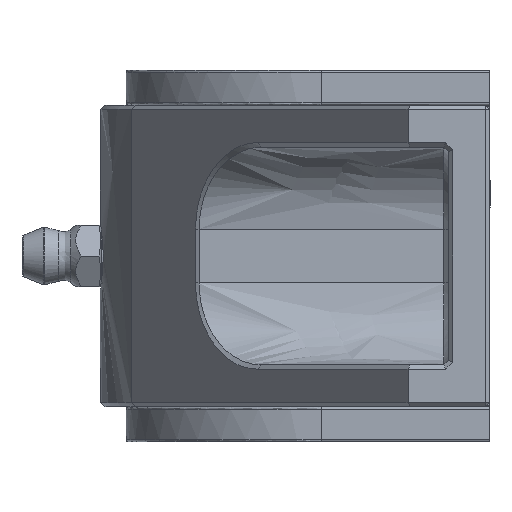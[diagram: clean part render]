
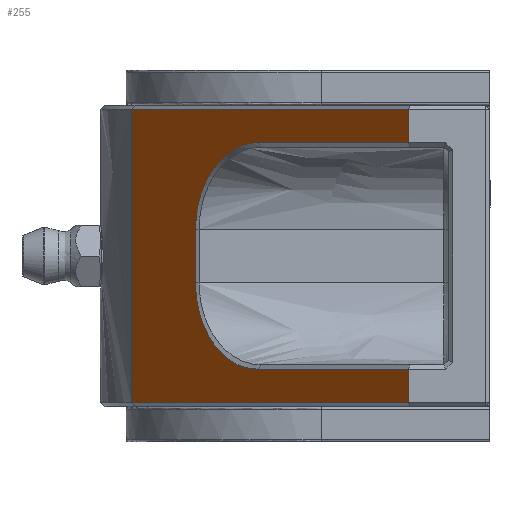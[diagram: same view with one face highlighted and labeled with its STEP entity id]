
A CAD part, left-side view. The second image highlights one B-rep face of the part: STEP entity #255.
In plain terms, the highlighted free-form (B-spline) face has degree [1, 1] with [2, 2] control points.
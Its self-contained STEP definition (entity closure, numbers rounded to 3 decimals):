
#255 = ADVANCED_FACE('',(#256),#344,.F.);
#256 = FACE_BOUND('',#257,.T.);
#257 = EDGE_LOOP('',(#258,#267,#274,#289,#296,#311,#318,#325,#332,#339)
  );
#258 = ORIENTED_EDGE('',*,*,#259,.F.);
#259 = EDGE_CURVE('',#260,#262,#264,.T.);
#260 = VERTEX_POINT('',#261);
#261 = CARTESIAN_POINT('',(-62.006,-18.166,
    -14.566));
#262 = VERTEX_POINT('',#263);
#263 = CARTESIAN_POINT('',(-62.006,-18.166,
    -18.841));
#264 = B_SPLINE_CURVE_WITH_KNOTS('',1,(#265,#266),.UNSPECIFIED.,.F.,.F.,
  (2,2),(30.683,34.544),.PIECEWISE_BEZIER_KNOTS.);
#265 = CARTESIAN_POINT('',(-62.006,-18.166,
    -14.566));
#266 = CARTESIAN_POINT('',(-62.006,-18.166,
    -18.841));
#267 = ORIENTED_EDGE('',*,*,#268,.T.);
#268 = EDGE_CURVE('',#260,#269,#271,.T.);
#269 = VERTEX_POINT('',#270);
#270 = CARTESIAN_POINT('',(-35.057,1.178,
    -14.566));
#271 = B_SPLINE_CURVE_WITH_KNOTS('',1,(#272,#273),.UNSPECIFIED.,.F.,.F.,
  (2,2),(-30.328,-0.365),.PIECEWISE_BEZIER_KNOTS.);
#272 = CARTESIAN_POINT('',(-62.006,-18.166,
    -14.566));
#273 = CARTESIAN_POINT('',(-35.057,1.178,
    -14.566));
#274 = ORIENTED_EDGE('',*,*,#275,.T.);
#275 = EDGE_CURVE('',#269,#276,#278,.T.);
#276 = VERTEX_POINT('',#277);
#277 = CARTESIAN_POINT('',(-23.949,9.151,
    -3.459));
#278 = B_SPLINE_CURVE_WITH_KNOTS('',3,(#279,#280,#281,#282,#283,#284,
    #285,#286,#287,#288),.UNSPECIFIED.,.F.,.F.,(4,2,2,2,4),(0.,0.25,0.5,
    0.75,1.),.UNSPECIFIED.);
#279 = CARTESIAN_POINT('',(-35.057,1.178,
    -14.566));
#280 = CARTESIAN_POINT('',(-33.604,2.221,
    -14.566));
#281 = CARTESIAN_POINT('',(-32.149,3.265,-14.277)
  );
#282 = CARTESIAN_POINT('',(-29.463,5.193,-13.165)
  );
#283 = CARTESIAN_POINT('',(-28.23,6.078,
    -12.341));
#284 = CARTESIAN_POINT('',(-26.174,7.554,-10.285
    ));
#285 = CARTESIAN_POINT('',(-25.351,8.145,
    -9.052));
#286 = CARTESIAN_POINT('',(-24.238,8.944,
    -6.367));
#287 = CARTESIAN_POINT('',(-23.949,9.151,-4.915
    ));
#288 = CARTESIAN_POINT('',(-23.949,9.151,
    -3.459));
#289 = ORIENTED_EDGE('',*,*,#290,.T.);
#290 = EDGE_CURVE('',#276,#291,#293,.T.);
#291 = VERTEX_POINT('',#292);
#292 = CARTESIAN_POINT('',(-23.949,9.151,3.459
    ));
#293 = B_SPLINE_CURVE_WITH_KNOTS('',1,(#294,#295),.UNSPECIFIED.,.F.,.F.,
  (2,2),(-6.248,0.),.PIECEWISE_BEZIER_KNOTS.);
#294 = CARTESIAN_POINT('',(-23.949,9.151,
    -3.459));
#295 = CARTESIAN_POINT('',(-23.949,9.151,3.459
    ));
#296 = ORIENTED_EDGE('',*,*,#297,.T.);
#297 = EDGE_CURVE('',#291,#298,#300,.T.);
#298 = VERTEX_POINT('',#299);
#299 = CARTESIAN_POINT('',(-35.057,1.178,
    14.566));
#300 = B_SPLINE_CURVE_WITH_KNOTS('',3,(#301,#302,#303,#304,#305,#306,
    #307,#308,#309,#310),.UNSPECIFIED.,.F.,.F.,(4,2,2,2,4),(0.,0.25,0.5,
    0.75,1.),.UNSPECIFIED.);
#301 = CARTESIAN_POINT('',(-23.949,9.151,3.459
    ));
#302 = CARTESIAN_POINT('',(-23.949,9.151,4.913)
  );
#303 = CARTESIAN_POINT('',(-24.238,8.944,6.366
    ));
#304 = CARTESIAN_POINT('',(-25.351,8.145,9.053)
  );
#305 = CARTESIAN_POINT('',(-26.175,7.554,
    10.285));
#306 = CARTESIAN_POINT('',(-28.23,6.078,
    12.341));
#307 = CARTESIAN_POINT('',(-29.463,5.193,
    13.164));
#308 = CARTESIAN_POINT('',(-32.149,3.265,
    14.277));
#309 = CARTESIAN_POINT('',(-33.602,2.222,14.566
    ));
#310 = CARTESIAN_POINT('',(-35.057,1.178,
    14.566));
#311 = ORIENTED_EDGE('',*,*,#312,.T.);
#312 = EDGE_CURVE('',#298,#313,#315,.T.);
#313 = VERTEX_POINT('',#314);
#314 = CARTESIAN_POINT('',(-62.006,-18.166,
    14.566));
#315 = B_SPLINE_CURVE_WITH_KNOTS('',1,(#316,#317),.UNSPECIFIED.,.F.,.F.,
  (2,2),(-29.964,0.),.PIECEWISE_BEZIER_KNOTS.);
#316 = CARTESIAN_POINT('',(-35.057,1.178,
    14.566));
#317 = CARTESIAN_POINT('',(-62.006,-18.166,
    14.566));
#318 = ORIENTED_EDGE('',*,*,#319,.F.);
#319 = EDGE_CURVE('',#320,#313,#322,.T.);
#320 = VERTEX_POINT('',#321);
#321 = CARTESIAN_POINT('',(-62.006,-18.166,
    18.841));
#322 = B_SPLINE_CURVE_WITH_KNOTS('',1,(#323,#324),.UNSPECIFIED.,.F.,.F.,
  (2,2),(0.508,4.369),.PIECEWISE_BEZIER_KNOTS.);
#323 = CARTESIAN_POINT('',(-62.006,-18.166,
    18.841));
#324 = CARTESIAN_POINT('',(-62.006,-18.166,
    14.566));
#325 = ORIENTED_EDGE('',*,*,#326,.T.);
#326 = EDGE_CURVE('',#320,#327,#329,.T.);
#327 = VERTEX_POINT('',#328);
#328 = CARTESIAN_POINT('',(-12.479,17.385,
    18.841));
#329 = B_SPLINE_CURVE_WITH_KNOTS('',1,(#330,#331),.UNSPECIFIED.,.F.,.F.,
  (2,2),(-55.067,0.),.PIECEWISE_BEZIER_KNOTS.);
#330 = CARTESIAN_POINT('',(-62.006,-18.166,
    18.841));
#331 = CARTESIAN_POINT('',(-12.479,17.385,
    18.841));
#332 = ORIENTED_EDGE('',*,*,#333,.T.);
#333 = EDGE_CURVE('',#327,#334,#336,.T.);
#334 = VERTEX_POINT('',#335);
#335 = CARTESIAN_POINT('',(-12.479,17.385,
    -18.841));
#336 = B_SPLINE_CURVE_WITH_KNOTS('',1,(#337,#338),.UNSPECIFIED.,.F.,.F.,
  (2,2),(0.508,34.544),.PIECEWISE_BEZIER_KNOTS.);
#337 = CARTESIAN_POINT('',(-12.479,17.385,
    18.841));
#338 = CARTESIAN_POINT('',(-12.479,17.385,
    -18.841));
#339 = ORIENTED_EDGE('',*,*,#340,.T.);
#340 = EDGE_CURVE('',#334,#262,#341,.T.);
#341 = B_SPLINE_CURVE_WITH_KNOTS('',1,(#342,#343),.UNSPECIFIED.,.F.,.F.,
  (2,2),(-55.067,0.),.PIECEWISE_BEZIER_KNOTS.);
#342 = CARTESIAN_POINT('',(-12.479,17.385,
    -18.841));
#343 = CARTESIAN_POINT('',(-62.006,-18.166,
    -18.841));
#344 = B_SPLINE_SURFACE_WITH_KNOTS('',1,1,(
    (#345,#346)
    ,(#347,#348
    )),.UNSPECIFIED.,.F.,.F.,.F.,(2,2),(2,2),(0.,55.067),(
    -34.544,-0.508),.PIECEWISE_BEZIER_KNOTS.);
#345 = CARTESIAN_POINT('',(-62.006,-18.166,
    -18.841));
#346 = CARTESIAN_POINT('',(-62.006,-18.166,
    18.841));
#347 = CARTESIAN_POINT('',(-12.479,17.385,
    -18.841));
#348 = CARTESIAN_POINT('',(-12.479,17.385,
    18.841));
